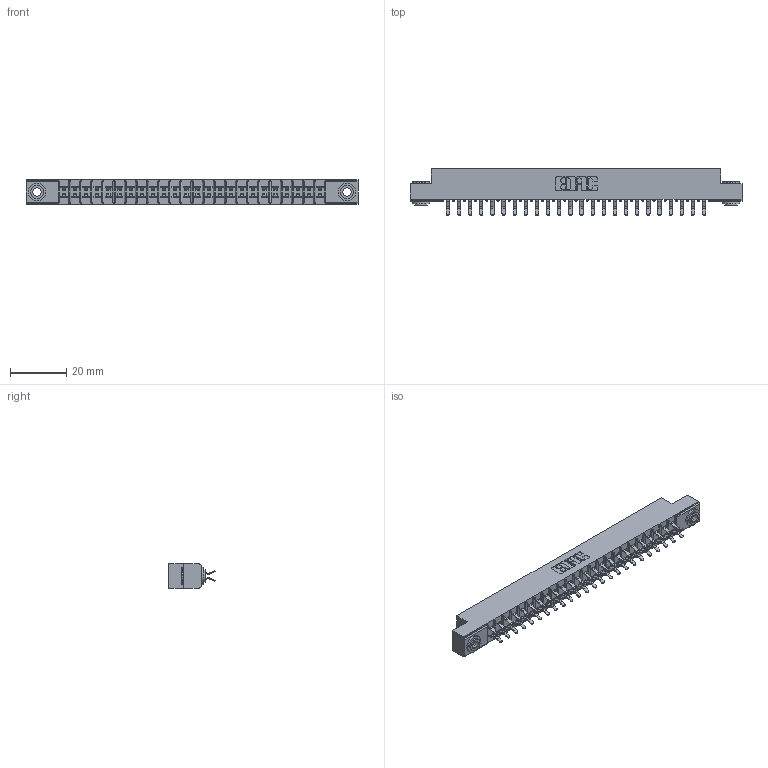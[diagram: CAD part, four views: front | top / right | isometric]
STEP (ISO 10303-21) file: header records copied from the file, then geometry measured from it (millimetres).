
FILE_DESCRIPTION (( 'STEP AP203' ), '1' );
FILE_NAME ('355-048-556-503.STEP', '2019-09-11T15:31:53', ( '' ), ( '' ), 'SwSTEP 2.0', 'SolidWorks 2016', '' );
FILE_SCHEMA (( 'CONFIG_CONTROL_DESIGN' ));
Length unit declared in the file: inch
Products named in the file (4): 305-290-001_556; 305 Part_.156 Dia; 345-250-002_345-250-002-102; 355-048-556-503
Assembly tree (51 placements, depth 2):
  355-048-556-503
    305 Part_.156 Dia
    305-290-001_556  x48
    345-250-002_345-250-002-102  x2
Bounding box: 118.11 x 16.64 x 8.71 mm (x, y, z)
Volume: 7063.8 mm3; surface area: 14467.4 mm2
Topology: 51 solids, 51 shells, 2856 faces, 8180 edges, 5320 vertices
Faces by surface type: plane 1580, cylinder 1172, sphere 96, cone 8
Entity records: 29464 total; most frequent: CARTESIAN_POINT 4859, ORIENTED_EDGE 4812, DIRECTION 4734, EDGE_CURVE 2406, VECTOR 1912, LINE 1912, VERTEX_POINT 1536, AXIS2_PLACEMENT_3D 1411
